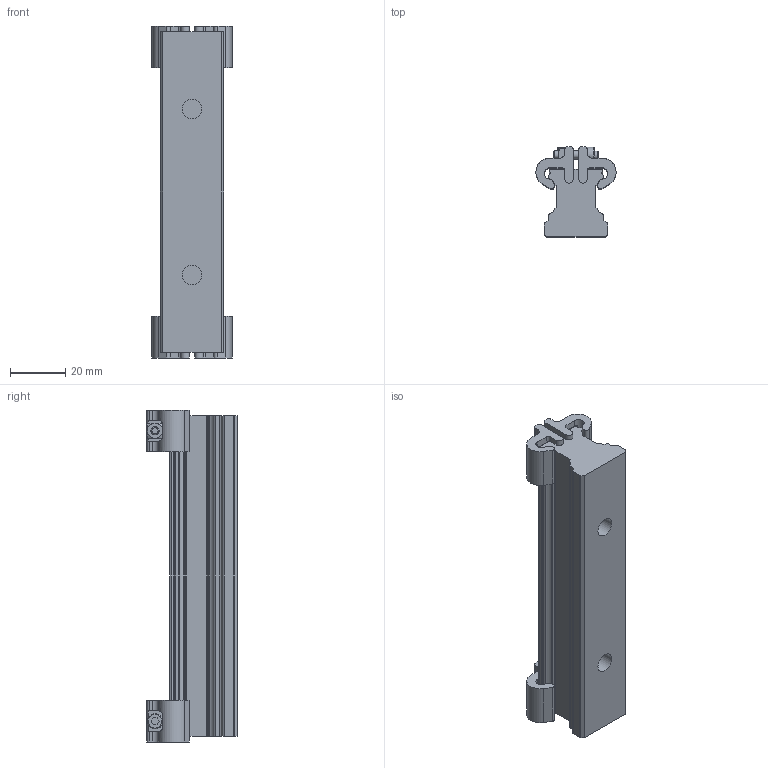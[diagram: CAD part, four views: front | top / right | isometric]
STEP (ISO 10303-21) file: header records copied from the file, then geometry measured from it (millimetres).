
FILE_DESCRIPTION (( 'STEP AP214' ), '1' );
FILE_NAME ('Rexroth-Ball-Rail-R160523431-116-28.step', '2020-07-02T11:07:46', ( '' ), ( '' ), 'SwSTEP 2.0', 'SolidWorks 2010', '' );
FILE_SCHEMA (( 'AUTOMOTIVE_DESIGN' ));
Length unit declared in the file: millimetre
Products named in the file (4): Rexroth-Ball-Rail-R160523431-116-28_Rail-1605-25-Coverstrip-BoschRexroth; Rexroth-Cover-Strip-1619-239-00-116_CoverStrip-Rail-1605-25-BoschRexroth; Rexroth-Strip-Holder-1619-239-50; Rexroth-Ball-Rail-R160523431-116-28
Assembly tree (4 placements, depth 2):
  Rexroth-Ball-Rail-R160523431-116-28
    Rexroth-Strip-Holder-1619-239-50  x2
    Rexroth-Ball-Rail-R160523431-116-28_Rail-1605-25-Coverstrip-BoschRexroth
    Rexroth-Cover-Strip-1619-239-00-116_CoverStrip-Rail-1605-25-BoschRexroth
Bounding box: 29 x 32.6 x 120 mm (x, y, z)
Volume: 52505 mm3; surface area: 22969.3 mm2
Topology: 4 solids, 4 shells, 266 faces, 704 edges, 460 vertices
Faces by surface type: plane 146, cylinder 106, cone 10, torus 4
Full cylindrical faces by diameter (mm): 3 x4, 3.4 x4, 5.5 x2, 7 x2, 11 x2
Entity records: 5721 total; most frequent: CARTESIAN_POINT 1031, DIRECTION 921, ORIENTED_EDGE 872, EDGE_CURVE 436, AXIS2_PLACEMENT_3D 327, VERTEX_POINT 293, VECTOR 267, LINE 267
